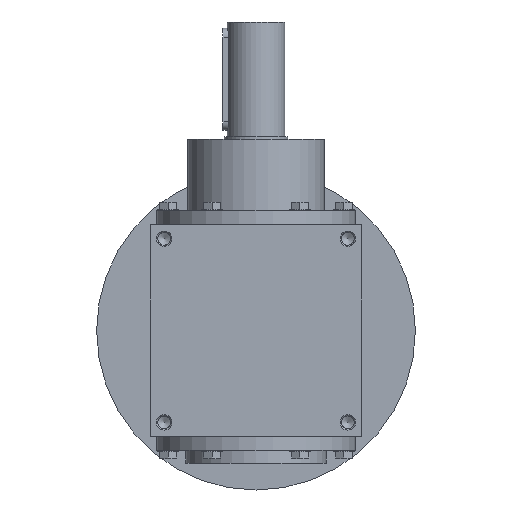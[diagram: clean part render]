
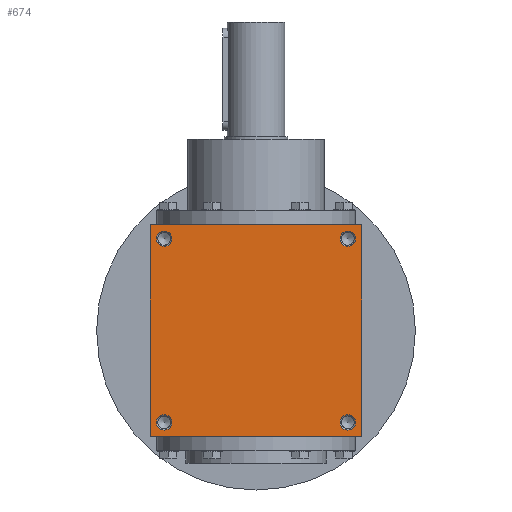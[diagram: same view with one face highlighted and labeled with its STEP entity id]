
A CAD part, left-side view. The second image highlights one B-rep face of the part: STEP entity #674.
In plain terms, the highlighted face is planar.
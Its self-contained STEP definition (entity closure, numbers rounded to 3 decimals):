
#674 = ADVANCED_FACE( '', ( #1355, #1356, #1357, #1358, #1359 ), #1360, .F. );
#1355 = FACE_BOUND( '', #2088, .T. );
#1356 = FACE_BOUND( '', #2089, .T. );
#1357 = FACE_BOUND( '', #2090, .T. );
#1358 = FACE_BOUND( '', #2091, .T. );
#1359 = FACE_OUTER_BOUND( '', #2092, .T. );
#1360 = PLANE( '', #2093 );
#2088 = EDGE_LOOP( '', ( #3203 ) );
#2089 = EDGE_LOOP( '', ( #3204 ) );
#2090 = EDGE_LOOP( '', ( #3205 ) );
#2091 = EDGE_LOOP( '', ( #3206 ) );
#2092 = EDGE_LOOP( '', ( #3207, #3208, #3209, #3210 ) );
#2093 = AXIS2_PLACEMENT_3D( '', #3211, #3212, #3213 );
#3203 = ORIENTED_EDGE( '', *, *, #3890, .F. );
#3204 = ORIENTED_EDGE( '', *, *, #4138, .T. );
#3205 = ORIENTED_EDGE( '', *, *, #4022, .F. );
#3206 = ORIENTED_EDGE( '', *, *, #4139, .T. );
#3207 = ORIENTED_EDGE( '', *, *, #3798, .F. );
#3208 = ORIENTED_EDGE( '', *, *, #4140, .F. );
#3209 = ORIENTED_EDGE( '', *, *, #4141, .F. );
#3210 = ORIENTED_EDGE( '', *, *, #3916, .F. );
#3211 = CARTESIAN_POINT( '', ( 0., 0., -83. ) );
#3212 = DIRECTION( '', ( 0., 0., 1. ) );
#3213 = DIRECTION( '', ( 1., 0., 0. ) );
#3798 = EDGE_CURVE( '', #4349, #4350, #4351, .T. );
#3890 = EDGE_CURVE( '', #4497, #4497, #4498, .T. );
#3916 = EDGE_CURVE( '', #4350, #4540, #4541, .T. );
#4022 = EDGE_CURVE( '', #4693, #4693, #4694, .T. );
#4138 = EDGE_CURVE( '', #4852, #4852, #4853, .T. );
#4139 = EDGE_CURVE( '', #4854, #4854, #4855, .T. );
#4140 = EDGE_CURVE( '', #4856, #4349, #4857, .T. );
#4141 = EDGE_CURVE( '', #4540, #4856, #4858, .T. );
#4349 = VERTEX_POINT( '', #5186 );
#4350 = VERTEX_POINT( '', #5187 );
#4351 = LINE( '', #5188, #5189 );
#4497 = VERTEX_POINT( '', #5363 );
#4498 = CIRCLE( '', #5364, 6. );
#4540 = VERTEX_POINT( '', #5421 );
#4541 = LINE( '', #5422, #5423 );
#4693 = VERTEX_POINT( '', #5603 );
#4694 = CIRCLE( '', #5604, 6. );
#4852 = VERTEX_POINT( '', #5791 );
#4853 = CIRCLE( '', #5792, 6. );
#4854 = VERTEX_POINT( '', #5793 );
#4855 = CIRCLE( '', #5794, 6. );
#4856 = VERTEX_POINT( '', #5795 );
#4857 = LINE( '', #5796, #5797 );
#4858 = LINE( '', #5798, #5799 );
#5186 = CARTESIAN_POINT( '', ( -83., 83., -83. ) );
#5187 = CARTESIAN_POINT( '', ( -83., -83., -83. ) );
#5188 = CARTESIAN_POINT( '', ( -83., 83., -83. ) );
#5189 = VECTOR( '', #6105, 1000. );
#5363 = CARTESIAN_POINT( '', ( -78., 72., -83. ) );
#5364 = AXIS2_PLACEMENT_3D( '', #6256, #6257, #6258 );
#5421 = CARTESIAN_POINT( '', ( 83., -83., -83. ) );
#5422 = CARTESIAN_POINT( '', ( -83., -83., -83. ) );
#5423 = VECTOR( '', #6304, 1000. );
#5603 = CARTESIAN_POINT( '', ( -78., -72., -83. ) );
#5604 = AXIS2_PLACEMENT_3D( '', #6472, #6473, #6474 );
#5791 = CARTESIAN_POINT( '', ( 78., 72., -83. ) );
#5792 = AXIS2_PLACEMENT_3D( '', #6656, #6657, #6658 );
#5793 = CARTESIAN_POINT( '', ( 78., -72., -83. ) );
#5794 = AXIS2_PLACEMENT_3D( '', #6659, #6660, #6661 );
#5795 = CARTESIAN_POINT( '', ( 83., 83., -83. ) );
#5796 = CARTESIAN_POINT( '', ( 83., 83., -83. ) );
#5797 = VECTOR( '', #6662, 1000. );
#5798 = CARTESIAN_POINT( '', ( 83., -83., -83. ) );
#5799 = VECTOR( '', #6663, 1000. );
#6105 = DIRECTION( '', ( 0., -1., 0. ) );
#6256 = CARTESIAN_POINT( '', ( -72., 72., -83. ) );
#6257 = DIRECTION( '', ( 0., 0., -1. ) );
#6258 = DIRECTION( '', ( -1., 0., 0. ) );
#6304 = DIRECTION( '', ( 1., 0., 0. ) );
#6472 = CARTESIAN_POINT( '', ( -72., -72., -83. ) );
#6473 = DIRECTION( '', ( 0., 0., -1. ) );
#6474 = DIRECTION( '', ( -1., 0., 0. ) );
#6656 = CARTESIAN_POINT( '', ( 72., 72., -83. ) );
#6657 = DIRECTION( '', ( 0., 0., 1. ) );
#6658 = DIRECTION( '', ( 1., 0., 0. ) );
#6659 = CARTESIAN_POINT( '', ( 72., -72., -83. ) );
#6660 = DIRECTION( '', ( 0., 0., 1. ) );
#6661 = DIRECTION( '', ( 1., 0., 0. ) );
#6662 = DIRECTION( '', ( -1., 0., 0. ) );
#6663 = DIRECTION( '', ( 0., 1., 0. ) );
